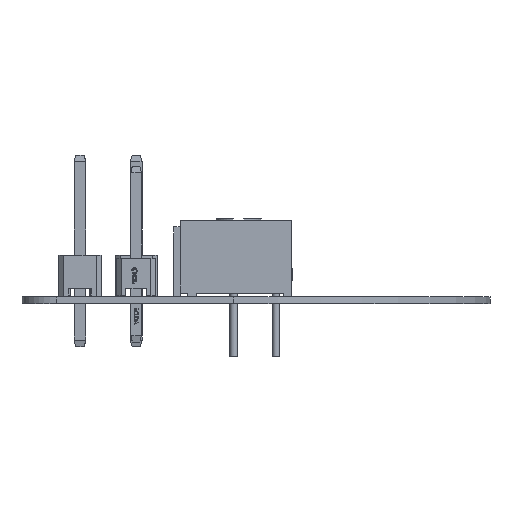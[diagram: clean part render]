
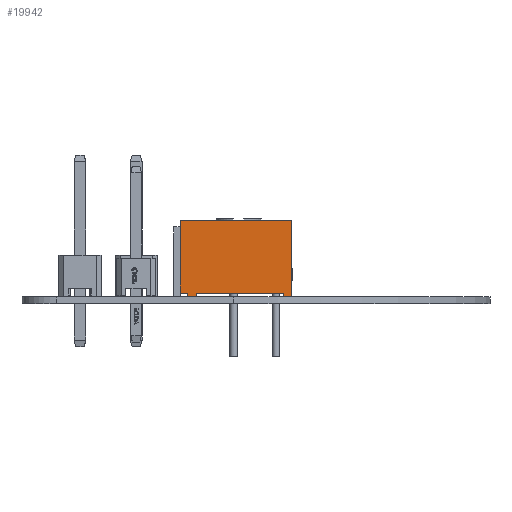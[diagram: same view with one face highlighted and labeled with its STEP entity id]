
A CAD part, front view. The second image highlights one B-rep face of the part: STEP entity #19942.
In plain terms, the highlighted face is planar.
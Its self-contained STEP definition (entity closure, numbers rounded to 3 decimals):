
#15890 = VERTEX_POINT('',#15891);
#15891 = CARTESIAN_POINT('',(3.45,2.285,
    -0.111));
#15940 = VERTEX_POINT('',#15941);
#15941 = CARTESIAN_POINT('',(3.45,2.285,
    4.589));
#15947 = EDGE_CURVE('',#15940,#15890,#15948,.T.);
#15948 = LINE('',#15949,#15950);
#15949 = CARTESIAN_POINT('',(3.45,2.285,
    4.589));
#15950 = VECTOR('',#15951,1.);
#15951 = DIRECTION('',(0.,0.,-1.));
#17417 = EDGE_CURVE('',#17418,#15940,#17420,.T.);
#17418 = VERTEX_POINT('',#17419);
#17419 = CARTESIAN_POINT('',(3.45,-4.425,
    4.589));
#17420 = LINE('',#17421,#17422);
#17421 = CARTESIAN_POINT('',(3.45,2.285,
    4.589));
#17422 = VECTOR('',#17423,1.);
#17423 = DIRECTION('',(0.,1.,0.));
#19701 = EDGE_CURVE('',#19702,#19704,#19706,.T.);
#19702 = VERTEX_POINT('',#19703);
#19703 = CARTESIAN_POINT('',(3.45,-3.965,
    -0.111));
#19704 = VERTEX_POINT('',#19705);
#19705 = CARTESIAN_POINT('',(3.45,-3.465,
    -0.111));
#19706 = LINE('',#19707,#19708);
#19707 = CARTESIAN_POINT('',(3.45,2.285,
    -0.111));
#19708 = VECTOR('',#19709,1.);
#19709 = DIRECTION('',(0.,1.,0.));
#19741 = EDGE_CURVE('',#19742,#15890,#19744,.T.);
#19742 = VERTEX_POINT('',#19743);
#19743 = CARTESIAN_POINT('',(3.45,1.785,
    -0.111));
#19744 = LINE('',#19745,#19746);
#19745 = CARTESIAN_POINT('',(3.45,2.285,
    -0.111));
#19746 = VECTOR('',#19747,1.);
#19747 = DIRECTION('',(0.,1.,0.));
#19924 = VERTEX_POINT('',#19925);
#19925 = CARTESIAN_POINT('',(3.45,-4.425,
    0.219));
#19931 = EDGE_CURVE('',#17418,#19924,#19932,.T.);
#19932 = LINE('',#19933,#19934);
#19933 = CARTESIAN_POINT('',(3.45,-4.425,
    4.589));
#19934 = VECTOR('',#19935,1.);
#19935 = DIRECTION('',(0.,0.,-1.));
#19942 = ADVANCED_FACE('',(#19943),#19986,.F.);
#19943 = FACE_BOUND('',#19944,.T.);
#19944 = EDGE_LOOP('',(#19945,#19953,#19959,#19960,#19968,#19976,#19982,
    #19983,#19984,#19985));
#19945 = ORIENTED_EDGE('',*,*,#19946,.F.);
#19946 = EDGE_CURVE('',#19947,#19924,#19949,.T.);
#19947 = VERTEX_POINT('',#19948);
#19948 = CARTESIAN_POINT('',(3.45,-3.965,
    0.219));
#19949 = LINE('',#19950,#19951);
#19950 = CARTESIAN_POINT('',(3.45,-4.425,
    0.219));
#19951 = VECTOR('',#19952,1.);
#19952 = DIRECTION('',(0.,-1.,0.));
#19953 = ORIENTED_EDGE('',*,*,#19954,.T.);
#19954 = EDGE_CURVE('',#19947,#19702,#19955,.T.);
#19955 = LINE('',#19956,#19957);
#19956 = CARTESIAN_POINT('',(3.45,-3.965,
    0.219));
#19957 = VECTOR('',#19958,1.);
#19958 = DIRECTION('',(0.,0.,-1.));
#19959 = ORIENTED_EDGE('',*,*,#19701,.T.);
#19960 = ORIENTED_EDGE('',*,*,#19961,.F.);
#19961 = EDGE_CURVE('',#19962,#19704,#19964,.T.);
#19962 = VERTEX_POINT('',#19963);
#19963 = CARTESIAN_POINT('',(3.45,-3.465,
    0.219));
#19964 = LINE('',#19965,#19966);
#19965 = CARTESIAN_POINT('',(3.45,-3.465,
    0.219));
#19966 = VECTOR('',#19967,1.);
#19967 = DIRECTION('',(0.,0.,-1.));
#19968 = ORIENTED_EDGE('',*,*,#19969,.F.);
#19969 = EDGE_CURVE('',#19970,#19962,#19972,.T.);
#19970 = VERTEX_POINT('',#19971);
#19971 = CARTESIAN_POINT('',(3.45,1.785,0.219
    ));
#19972 = LINE('',#19973,#19974);
#19973 = CARTESIAN_POINT('',(3.45,-3.465,
    0.219));
#19974 = VECTOR('',#19975,1.);
#19975 = DIRECTION('',(0.,-1.,0.));
#19976 = ORIENTED_EDGE('',*,*,#19977,.T.);
#19977 = EDGE_CURVE('',#19970,#19742,#19978,.T.);
#19978 = LINE('',#19979,#19980);
#19979 = CARTESIAN_POINT('',(3.45,1.785,0.219
    ));
#19980 = VECTOR('',#19981,1.);
#19981 = DIRECTION('',(0.,0.,-1.));
#19982 = ORIENTED_EDGE('',*,*,#19741,.T.);
#19983 = ORIENTED_EDGE('',*,*,#15947,.F.);
#19984 = ORIENTED_EDGE('',*,*,#17417,.F.);
#19985 = ORIENTED_EDGE('',*,*,#19931,.T.);
#19986 = PLANE('',#19987);
#19987 = AXIS2_PLACEMENT_3D('',#19988,#19989,#19990);
#19988 = CARTESIAN_POINT('',(3.45,2.285,
    4.589));
#19989 = DIRECTION('',(-1.,0.,0.));
#19990 = DIRECTION('',(0.,-1.,0.));
